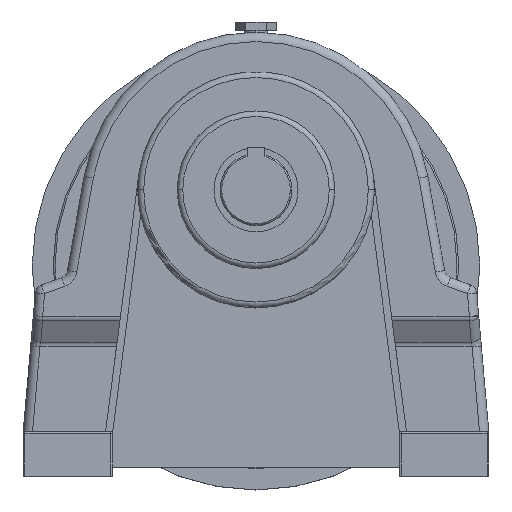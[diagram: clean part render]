
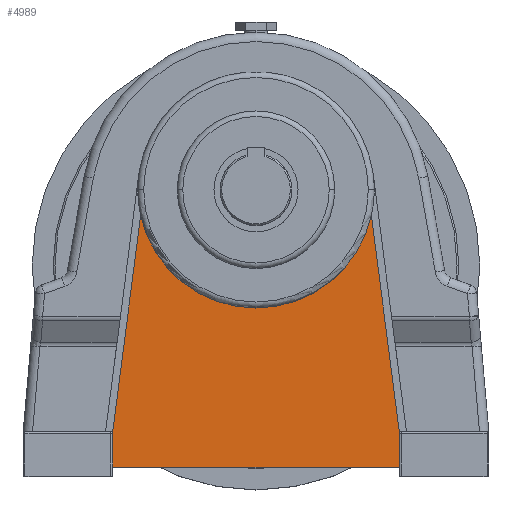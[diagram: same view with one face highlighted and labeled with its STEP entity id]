
A CAD part, top view. The second image highlights one B-rep face of the part: STEP entity #4989.
In plain terms, the highlighted planar face has unit normal (0, 0, 1).
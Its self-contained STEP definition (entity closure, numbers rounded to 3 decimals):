
#48 = EDGE_CURVE ( 'NONE', #5426, #2190, #7263, .T. ) ;
#178 = EDGE_LOOP ( 'NONE', ( #4267, #4548, #2220, #7153, #1868, #1608 ) ) ;
#188 = DIRECTION ( 'NONE',  ( -0.128, 0.992, 0. ) ) ;
#527 = DIRECTION ( 'NONE',  ( 0., 1., 0. ) ) ;
#589 = CARTESIAN_POINT ( 'NONE',  ( -80., -155., -14.022 ) ) ;
#1063 = CARTESIAN_POINT ( 'NONE',  ( 80., -155., -14.022 ) ) ;
#1419 = VERTEX_POINT ( 'NONE', #4584 ) ;
#1458 = CARTESIAN_POINT ( 'NONE',  ( -64.41, -14.398, -14.022 ) ) ;
#1577 = PLANE ( 'NONE',  #6699 ) ;
#1608 = ORIENTED_EDGE ( 'NONE', *, *, #48, .T. ) ;
#1652 = EDGE_CURVE ( 'NONE', #1419, #2752, #6207, .T. ) ;
#1868 = ORIENTED_EDGE ( 'NONE', *, *, #5819, .T. ) ;
#1953 = VECTOR ( 'NONE', #6541, 1000. ) ;
#2190 = VERTEX_POINT ( 'NONE', #3974 ) ;
#2220 = ORIENTED_EDGE ( 'NONE', *, *, #3104, .T. ) ;
#2433 = CARTESIAN_POINT ( 'NONE',  ( -64.41, -14.398, -14.022 ) ) ;
#2655 = VECTOR ( 'NONE', #4723, 1000. ) ;
#2752 = VERTEX_POINT ( 'NONE', #6479 ) ;
#2830 = DIRECTION ( 'NONE',  ( 1., 0., 0. ) ) ;
#3104 = EDGE_CURVE ( 'NONE', #7083, #1419, #5352, .T. ) ;
#3241 = CIRCLE ( 'NONE', #3503, 66. ) ;
#3379 = CARTESIAN_POINT ( 'NONE',  ( 80., -155., -14.022 ) ) ;
#3503 = AXIS2_PLACEMENT_3D ( 'NONE', #6738, #6786, #5039 ) ;
#3667 = DIRECTION ( 'NONE',  ( -0.128, -0.992, 0. ) ) ;
#3974 = CARTESIAN_POINT ( 'NONE',  ( -80., -135., -14.022 ) ) ;
#3980 = CARTESIAN_POINT ( 'NONE',  ( 0., 0., -14.022 ) ) ;
#4267 = ORIENTED_EDGE ( 'NONE', *, *, #5559, .T. ) ;
#4276 = CARTESIAN_POINT ( 'NONE',  ( 80., -135., -14.022 ) ) ;
#4548 = ORIENTED_EDGE ( 'NONE', *, *, #5984, .T. ) ;
#4584 = CARTESIAN_POINT ( 'NONE',  ( 80., -135., -14.022 ) ) ;
#4654 = VECTOR ( 'NONE', #188, 1000. ) ;
#4723 = DIRECTION ( 'NONE',  ( 1., 0., 0. ) ) ;
#4789 = CARTESIAN_POINT ( 'NONE',  ( -80., -155., -14.022 ) ) ;
#4989 = ADVANCED_FACE ( 'NONE', ( #6423 ), #1577, .T. ) ;
#5039 = DIRECTION ( 'NONE',  ( 1., 0., 0. ) ) ;
#5193 = CARTESIAN_POINT ( 'NONE',  ( -80., -135., -14.022 ) ) ;
#5197 = LINE ( 'NONE', #589, #2655 ) ;
#5352 = LINE ( 'NONE', #1063, #6538 ) ;
#5426 = VERTEX_POINT ( 'NONE', #1458 ) ;
#5559 = EDGE_CURVE ( 'NONE', #2190, #6063, #7144, .T. ) ;
#5724 = VECTOR ( 'NONE', #3667, 1000. ) ;
#5819 = EDGE_CURVE ( 'NONE', #2752, #5426, #3241, .T. ) ;
#5984 = EDGE_CURVE ( 'NONE', #6063, #7083, #5197, .T. ) ;
#6063 = VERTEX_POINT ( 'NONE', #4789 ) ;
#6207 = LINE ( 'NONE', #4276, #4654 ) ;
#6423 = FACE_OUTER_BOUND ( 'NONE', #178, .T. ) ;
#6479 = CARTESIAN_POINT ( 'NONE',  ( 64.41, -14.398, -14.022 ) ) ;
#6538 = VECTOR ( 'NONE', #527, 1000. ) ;
#6541 = DIRECTION ( 'NONE',  ( 0., -1., 0. ) ) ;
#6699 = AXIS2_PLACEMENT_3D ( 'NONE', #3980, #6835, #2830 ) ;
#6738 = CARTESIAN_POINT ( 'NONE',  ( 0., 0., -14.022 ) ) ;
#6786 = DIRECTION ( 'NONE',  ( 0., 0., -1. ) ) ;
#6835 = DIRECTION ( 'NONE',  ( 0., 0., 1. ) ) ;
#7083 = VERTEX_POINT ( 'NONE', #3379 ) ;
#7144 = LINE ( 'NONE', #5193, #1953 ) ;
#7153 = ORIENTED_EDGE ( 'NONE', *, *, #1652, .T. ) ;
#7263 = LINE ( 'NONE', #2433, #5724 ) ;
